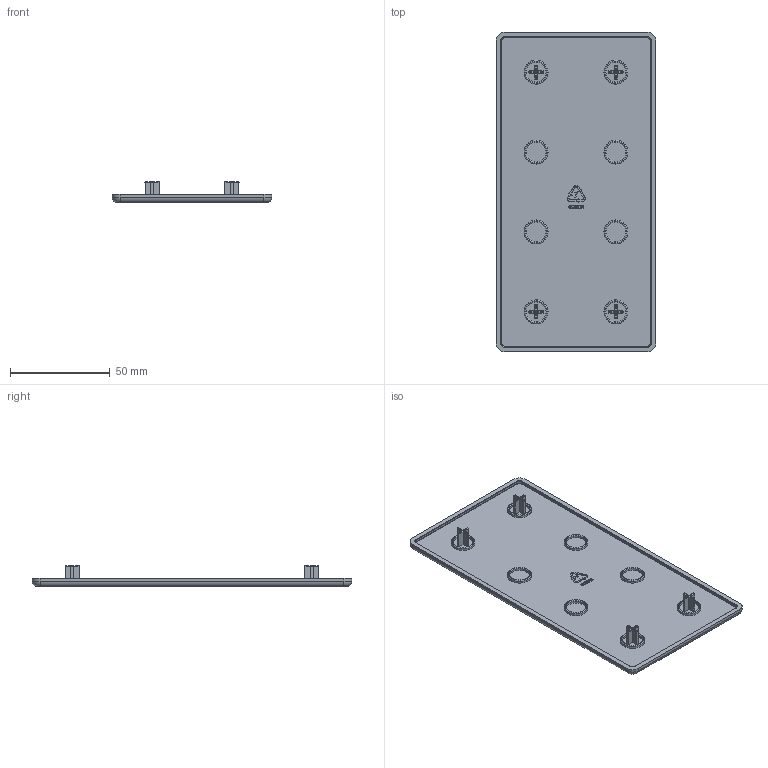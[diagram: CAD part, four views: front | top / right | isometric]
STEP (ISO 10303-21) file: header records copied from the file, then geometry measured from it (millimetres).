
FILE_DESCRIPTION (( 'STEP AP203' ), '1' );
FILE_NAME ('084.201.092.STEP', '2019-10-22T08:25:25', ( '' ), ( '' ), 'SwSTEP 2.0', 'SolidWorks 2018', '' );
FILE_SCHEMA (( 'CONFIG_CONTROL_DESIGN' ));
Length unit declared in the file: millimetre
Products named in the file (1): 084.201.092
Bounding box: 79.9 x 159.9 x 10.5 mm (x, y, z)
Volume: 33910.4 mm3; surface area: 29100.9 mm2
Topology: 1 solids, 1 shells, 356 faces, 892 edges, 570 vertices
Faces by surface type: plane 228, cylinder 68, torus 36, cone 16, bspline 8
Entity records: 10587 total; most frequent: CARTESIAN_POINT 2311, ORIENTED_EDGE 1692, DIRECTION 1612, EDGE_CURVE 846, VECTOR 650, LINE 650, VERTEX_POINT 556, AXIS2_PLACEMENT_3D 481
